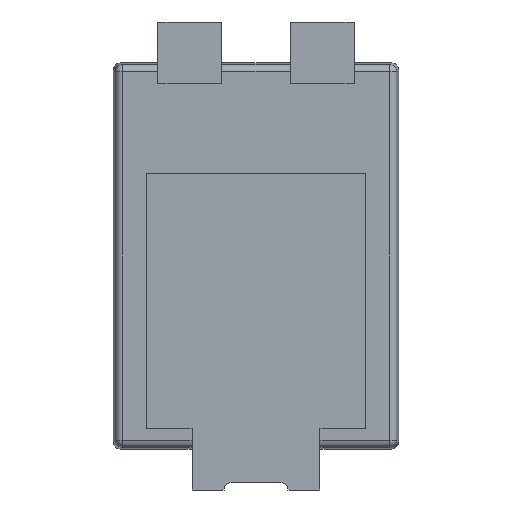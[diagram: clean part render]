
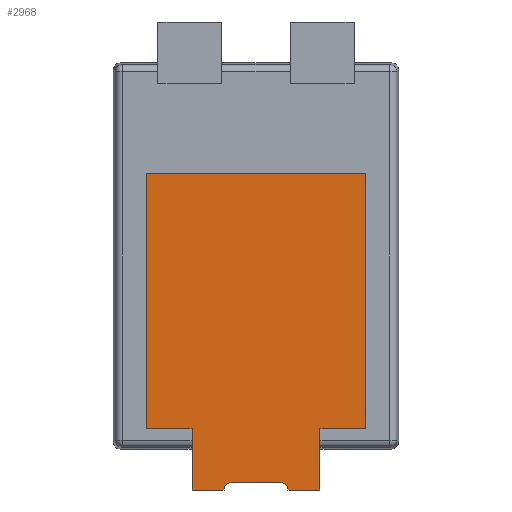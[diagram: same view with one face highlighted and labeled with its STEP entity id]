
A CAD part, front view. The second image highlights one B-rep face of the part: STEP entity #2968.
In plain terms, the highlighted planar face has unit normal (0, -1, 0).
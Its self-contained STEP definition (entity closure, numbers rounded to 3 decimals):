
#54=CIRCLE('',#3137,0.1);
#55=CIRCLE('',#3139,0.1);
#362=FACE_OUTER_BOUND('',#529,.T.);
#529=EDGE_LOOP('',(#2513,#2514,#2515,#2516,#2517,#2518,#2519,#2520,#2521,
#2522,#2523,#2524));
#784=LINE('',#5013,#1065);
#787=LINE('',#5018,#1068);
#789=LINE('',#5022,#1070);
#791=LINE('',#5026,#1072);
#796=LINE('',#5040,#1077);
#797=LINE('',#5042,#1078);
#799=LINE('',#5047,#1080);
#801=LINE('',#5050,#1082);
#803=LINE('',#5054,#1084);
#804=LINE('',#5056,#1085);
#1065=VECTOR('',#3695,10.);
#1068=VECTOR('',#3700,10.);
#1070=VECTOR('',#3704,10.);
#1072=VECTOR('',#3708,10.);
#1077=VECTOR('',#3723,10.);
#1078=VECTOR('',#3726,10.);
#1080=VECTOR('',#3730,10.);
#1082=VECTOR('',#3734,10.);
#1084=VECTOR('',#3738,10.);
#1085=VECTOR('',#3741,10.);
#1342=VERTEX_POINT('',#5010);
#1343=VERTEX_POINT('',#5012);
#1344=VERTEX_POINT('',#5016);
#1345=VERTEX_POINT('',#5020);
#1346=VERTEX_POINT('',#5024);
#1347=VERTEX_POINT('',#5028);
#1348=VERTEX_POINT('',#5029);
#1349=VERTEX_POINT('',#5034);
#1350=VERTEX_POINT('',#5035);
#1351=VERTEX_POINT('',#5044);
#1352=VERTEX_POINT('',#5046);
#1353=VERTEX_POINT('',#5052);
#1728=EDGE_CURVE('',#1343,#1342,#784,.T.);
#1731=EDGE_CURVE('',#1342,#1344,#787,.T.);
#1733=EDGE_CURVE('',#1344,#1345,#789,.T.);
#1735=EDGE_CURVE('',#1346,#1345,#791,.T.);
#1736=EDGE_CURVE('',#1347,#1348,#54,.T.);
#1739=EDGE_CURVE('',#1349,#1350,#55,.T.);
#1742=EDGE_CURVE('',#1347,#1350,#796,.T.);
#1743=EDGE_CURVE('',#1348,#1346,#797,.T.);
#1745=EDGE_CURVE('',#1352,#1351,#799,.T.);
#1747=EDGE_CURVE('',#1351,#1343,#801,.T.);
#1749=EDGE_CURVE('',#1353,#1349,#803,.T.);
#1750=EDGE_CURVE('',#1352,#1353,#804,.T.);
#2513=ORIENTED_EDGE('',*,*,#1749,.F.);
#2514=ORIENTED_EDGE('',*,*,#1750,.F.);
#2515=ORIENTED_EDGE('',*,*,#1745,.T.);
#2516=ORIENTED_EDGE('',*,*,#1747,.T.);
#2517=ORIENTED_EDGE('',*,*,#1728,.T.);
#2518=ORIENTED_EDGE('',*,*,#1731,.T.);
#2519=ORIENTED_EDGE('',*,*,#1733,.T.);
#2520=ORIENTED_EDGE('',*,*,#1735,.F.);
#2521=ORIENTED_EDGE('',*,*,#1743,.F.);
#2522=ORIENTED_EDGE('',*,*,#1736,.F.);
#2523=ORIENTED_EDGE('',*,*,#1742,.T.);
#2524=ORIENTED_EDGE('',*,*,#1739,.F.);
#2655=PLANE('',#3146);
#2968=ADVANCED_FACE('',(#362),#2655,.T.);
#3137=AXIS2_PLACEMENT_3D('',#5030,#3711,#3712);
#3139=AXIS2_PLACEMENT_3D('',#5036,#3717,#3718);
#3146=AXIS2_PLACEMENT_3D('',#5057,#3742,#3743);
#3695=DIRECTION('',(-1.,0.,0.));
#3700=DIRECTION('',(0.,0.,-1.));
#3704=DIRECTION('',(1.,0.,0.));
#3708=DIRECTION('',(0.,0.,1.));
#3711=DIRECTION('center_axis',(0.,-1.,0.));
#3712=DIRECTION('ref_axis',(-0.707,0.,0.707));
#3717=DIRECTION('center_axis',(0.,-1.,0.));
#3718=DIRECTION('ref_axis',(0.707,0.,0.707));
#3723=DIRECTION('',(1.,0.,0.));
#3726=DIRECTION('',(-1.,0.,0.));
#3730=DIRECTION('',(1.,0.,0.));
#3734=DIRECTION('',(0.,0.,1.));
#3738=DIRECTION('',(-1.,0.,0.));
#3741=DIRECTION('',(0.,0.,-1.));
#3742=DIRECTION('center_axis',(0.,-1.,0.));
#3743=DIRECTION('ref_axis',(0.,0.,-1.));
#5010=CARTESIAN_POINT('',(-1.527,0.,1.145));
#5012=CARTESIAN_POINT('',(1.527,0.,1.145));
#5013=CARTESIAN_POINT('',(1.527,0.,1.145));
#5016=CARTESIAN_POINT('',(-1.527,0.,-2.405));
#5018=CARTESIAN_POINT('',(-1.527,0.,1.145));
#5020=CARTESIAN_POINT('',(-0.89,0.,-2.405));
#5022=CARTESIAN_POINT('',(-1.527,0.,-2.405));
#5024=CARTESIAN_POINT('',(-0.89,0.,-3.255));
#5026=CARTESIAN_POINT('',(-0.89,0.,-3.255));
#5028=CARTESIAN_POINT('',(-0.345,0.,-3.155));
#5029=CARTESIAN_POINT('',(-0.445,0.,-3.255));
#5030=CARTESIAN_POINT('Origin',(-0.345,0.,-3.255));
#5034=CARTESIAN_POINT('',(0.445,0.,-3.255));
#5035=CARTESIAN_POINT('',(0.345,0.,-3.155));
#5036=CARTESIAN_POINT('Origin',(0.345,0.,-3.255));
#5040=CARTESIAN_POINT('',(-0.223,0.,-3.155));
#5042=CARTESIAN_POINT('',(0.89,0.,-3.255));
#5044=CARTESIAN_POINT('',(1.527,0.,-2.405));
#5046=CARTESIAN_POINT('',(0.89,0.,-2.405));
#5047=CARTESIAN_POINT('',(-1.527,0.,-2.405));
#5050=CARTESIAN_POINT('',(1.527,0.,-2.405));
#5052=CARTESIAN_POINT('',(0.89,0.,-3.255));
#5054=CARTESIAN_POINT('',(0.89,0.,-3.255));
#5056=CARTESIAN_POINT('',(0.89,0.,-2.405));
#5057=CARTESIAN_POINT('Origin',(0.,0.,-2.83));
